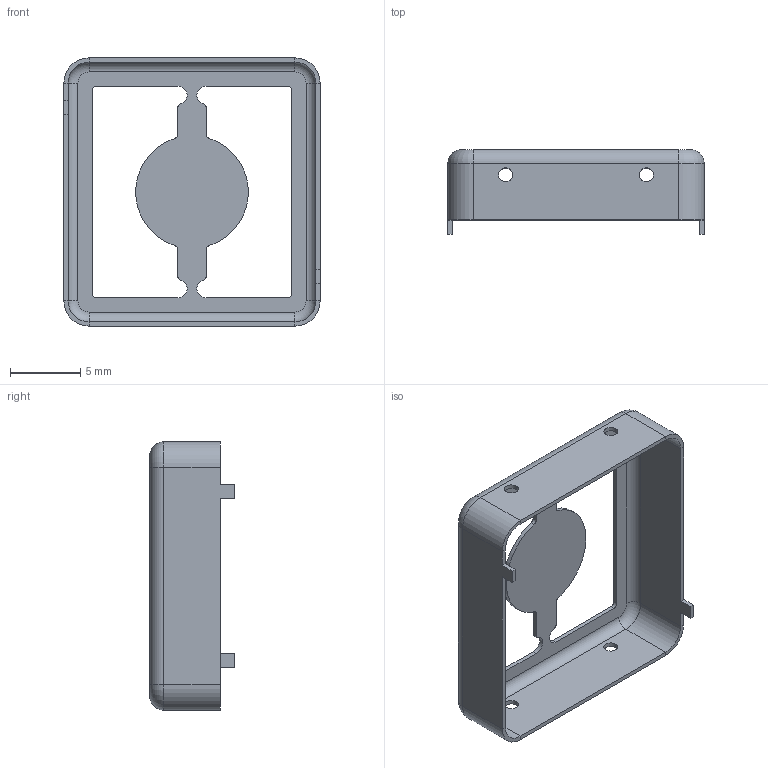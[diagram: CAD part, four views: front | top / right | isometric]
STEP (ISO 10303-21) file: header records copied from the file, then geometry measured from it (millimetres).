
FILE_DESCRIPTION (( 'STEP AP203' ), '1' );
FILE_NAME ('MS191-10F.step', '2020-10-13T09:52:15', ( '' ), ( '' ), 'SwSTEP 2.0', 'SolidWorks 2018', '' );
FILE_SCHEMA (( 'CONFIG_CONTROL_DESIGN' ));
Length unit declared in the file: millimetre
Products named in the file (1): MS191-10F
Bounding box: 18.2 x 6 x 19.05 mm (x, y, z)
Volume: 148.9 mm3; surface area: 1046.3 mm2
Topology: 1 solids, 1 shells, 86 faces, 220 edges, 136 vertices
Faces by surface type: cylinder 42, plane 36, torus 8
Entity records: 2701 total; most frequent: DIRECTION 486, CARTESIAN_POINT 443, ORIENTED_EDGE 440, EDGE_CURVE 220, AXIS2_PLACEMENT_3D 179, VERTEX_POINT 136, VECTOR 128, LINE 128
